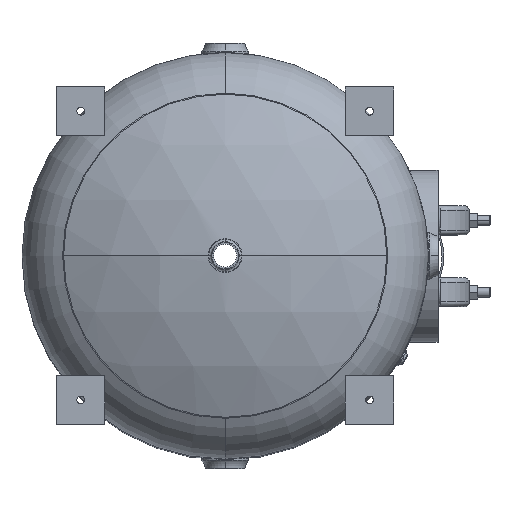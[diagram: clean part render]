
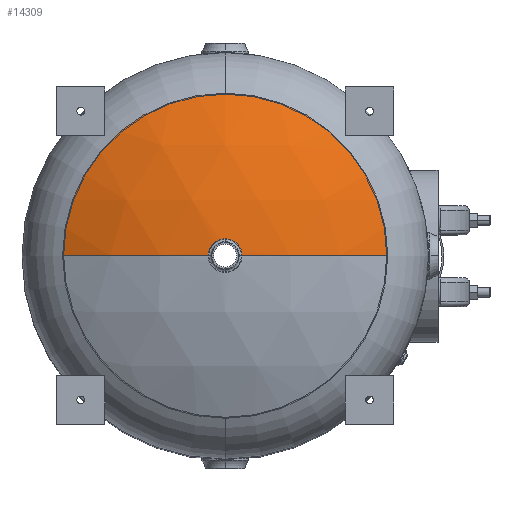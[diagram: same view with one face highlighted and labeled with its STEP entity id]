
A CAD part, top view. The second image highlights one B-rep face of the part: STEP entity #14309.
In plain terms, the highlighted spherical face has radius 960.12 mm.
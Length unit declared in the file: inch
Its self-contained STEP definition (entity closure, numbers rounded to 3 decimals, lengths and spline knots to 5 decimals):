
#499 = ORIENTED_EDGE ( 'NONE', *, *, #14531, .F. ) ;
#500 = ORIENTED_EDGE ( 'NONE', *, *, #17148, .F. ) ;
#501 = ORIENTED_EDGE ( 'NONE', *, *, #17107, .T. ) ;
#502 = ORIENTED_EDGE ( 'NONE', *, *, #17104, .F. ) ;
#503 = ORIENTED_EDGE ( 'NONE', *, *, #17146, .F. ) ;
#2299 = CARTESIAN_POINT ( 'NONE',  ( 0., 0., 4.075 ) ) ;
#2302 = FACE_OUTER_BOUND ( 'NONE', #6568, .T. ) ;
#2303 = SPHERICAL_SURFACE ( 'NONE', #13362, 37.8 ) ;
#2306 = DIRECTION ( 'NONE',  ( 0., -1., 0. ) ) ;
#2307 = DIRECTION ( 'NONE',  ( 1., 0., 0. ) ) ;
#2746 = CIRCLE ( 'NONE', #2803, 37.8 ) ;
#2803 = AXIS2_PLACEMENT_3D ( 'NONE', #4351, #4353, #4355 ) ;
#4351 = CARTESIAN_POINT ( 'NONE',  ( 0., 0., 4.075 ) ) ;
#4353 = DIRECTION ( 'NONE',  ( 0., -1., 0. ) ) ;
#4355 = DIRECTION ( 'NONE',  ( 1., 0., 0. ) ) ;
#5208 = VERTEX_POINT ( 'NONE', #11822 ) ;
#5213 = VERTEX_POINT ( 'NONE', #11827 ) ;
#5220 = VERTEX_POINT ( 'NONE', #11834 ) ;
#5820 = VERTEX_POINT ( 'NONE', #11981 ) ;
#5829 = VERTEX_POINT ( 'NONE', #11989 ) ;
#6568 = EDGE_LOOP ( 'NONE', ( #499, #500, #501, #502, #503 ) ) ;
#8252 = CIRCLE ( 'NONE', #8255, 16.8 ) ;
#8254 = CIRCLE ( 'NONE', #8257, 37.8 ) ;
#8255 = AXIS2_PLACEMENT_3D ( 'NONE', #10582, #10583, #10584 ) ;
#8257 = AXIS2_PLACEMENT_3D ( 'NONE', #10585, #10586, #10587 ) ;
#8288 = CIRCLE ( 'NONE', #8291, 16.8 ) ;
#8290 = CIRCLE ( 'NONE', #8293, 1.44 ) ;
#8291 = AXIS2_PLACEMENT_3D ( 'NONE', #10640, #10641, #10642 ) ;
#8293 = AXIS2_PLACEMENT_3D ( 'NONE', #10643, #10644, #10645 ) ;
#10582 = CARTESIAN_POINT ( 'NONE',  ( 0., 0., 37.93648 ) ) ;
#10583 = DIRECTION ( 'NONE',  ( 0., 0., -1. ) ) ;
#10584 = DIRECTION ( 'NONE',  ( 0., 1., 0. ) ) ;
#10585 = CARTESIAN_POINT ( 'NONE',  ( 0., 0., 4.075 ) ) ;
#10586 = DIRECTION ( 'NONE',  ( 0., 1., 0. ) ) ;
#10587 = DIRECTION ( 'NONE',  ( 0., 0., 1. ) ) ;
#10640 = CARTESIAN_POINT ( 'NONE',  ( 0., 0., 37.93648 ) ) ;
#10641 = DIRECTION ( 'NONE',  ( 0., 0., -1. ) ) ;
#10642 = DIRECTION ( 'NONE',  ( 0., 1., 0. ) ) ;
#10643 = CARTESIAN_POINT ( 'NONE',  ( 0., 0., 41.84756 ) ) ;
#10644 = DIRECTION ( 'NONE',  ( 0., 0., 1. ) ) ;
#10645 = DIRECTION ( 'NONE',  ( -1., 0., 0. ) ) ;
#11822 = CARTESIAN_POINT ( 'NONE',  ( 1.44, 0., 41.84756 ) ) ;
#11827 = CARTESIAN_POINT ( 'NONE',  ( -1.44, 0., 41.84756 ) ) ;
#11834 = CARTESIAN_POINT ( 'NONE',  ( 16.8, 0., 37.93648 ) ) ;
#11981 = CARTESIAN_POINT ( 'NONE',  ( 0., 16.8, 37.93648 ) ) ;
#11989 = CARTESIAN_POINT ( 'NONE',  ( -16.8, 0., 37.93648 ) ) ;
#13362 = AXIS2_PLACEMENT_3D ( 'NONE', #2299, #2306, #2307 ) ;
#14309 = ADVANCED_FACE ( 'NONE', ( #2302 ), #2303, .T. ) ;
#14531 = EDGE_CURVE ( 'NONE', #5213, #5829, #2746, .T. ) ;
#17104 = EDGE_CURVE ( 'NONE', #5820, #5220, #8252, .T. ) ;
#17107 = EDGE_CURVE ( 'NONE', #5208, #5220, #8254, .T. ) ;
#17146 = EDGE_CURVE ( 'NONE', #5829, #5820, #8288, .T. ) ;
#17148 = EDGE_CURVE ( 'NONE', #5208, #5213, #8290, .T. ) ;
